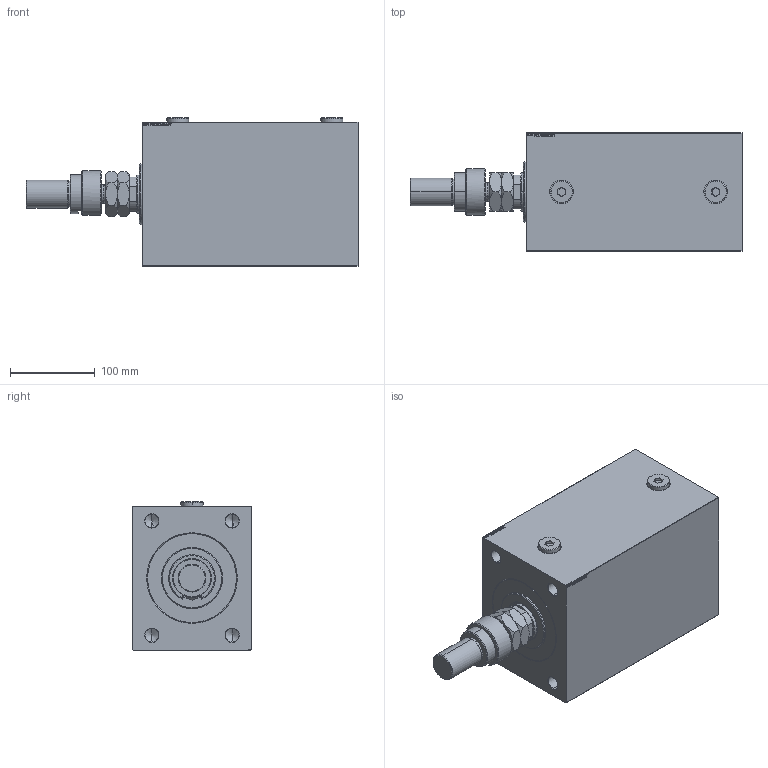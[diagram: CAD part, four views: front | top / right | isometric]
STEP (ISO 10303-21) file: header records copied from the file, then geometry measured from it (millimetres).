
FILE_DESCRIPTION (( 'STEP AP203' ), '1' );
FILE_NAME ('048e.STEP', '2024-02-11T23:42:05', ( '' ), ( '' ), 'SwSTEP 2.0', 'SolidWorks 2019', '' );
FILE_SCHEMA (( 'CONFIG_CONTROL_DESIGN' ));
Length unit declared in the file: millimetre
Products named in the file (8): V450CM_VC_B dd084e7f2e7426877745cb02fec17404; 048e; MFA dd084e7f2e7426877745cb02fec17404; Zatka_OIL_PORT dd084e7f2e7426877745cb02fec17404; FEMALE_PART_FOR_DFA dd084e7f2e7426877745cb02fec17404; DFA dd084e7f2e7426877745cb02fec17404; V450CM_B_Body dd084e7f2e7426877745cb02fec17404; V450CM_B_VCP dd084e7f2e7426877745cb02fec17404
Assembly tree (8 placements, depth 3):
  048e
    V450CM_B_Body dd084e7f2e7426877745cb02fec17404
    V450CM_B_VCP dd084e7f2e7426877745cb02fec17404
    V450CM_VC_B dd084e7f2e7426877745cb02fec17404
    DFA dd084e7f2e7426877745cb02fec17404
      FEMALE_PART_FOR_DFA dd084e7f2e7426877745cb02fec17404
      MFA dd084e7f2e7426877745cb02fec17404
    Zatka_OIL_PORT dd084e7f2e7426877745cb02fec17404  x2
Bounding box: 392 x 140 x 174.9 mm (x, y, z)
Volume: 1030767.5 mm3; surface area: 415955.6 mm2
Topology: 6 solids, 7 shells, 1023 faces, 2541 edges, 1639 vertices
Faces by surface type: plane 464, bspline 380, cone 90, cylinder 85, torus 4
Entity records: 48634 total; most frequent: CARTESIAN_POINT 26351, ORIENTED_EDGE 5008, DIRECTION 3182, EDGE_CURVE 2504, VERTEX_POINT 1633, VECTOR 1438, LINE 1438, EDGE_LOOP 1135
